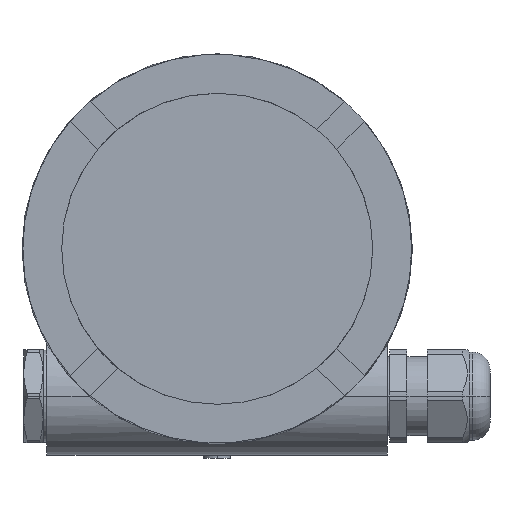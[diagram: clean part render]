
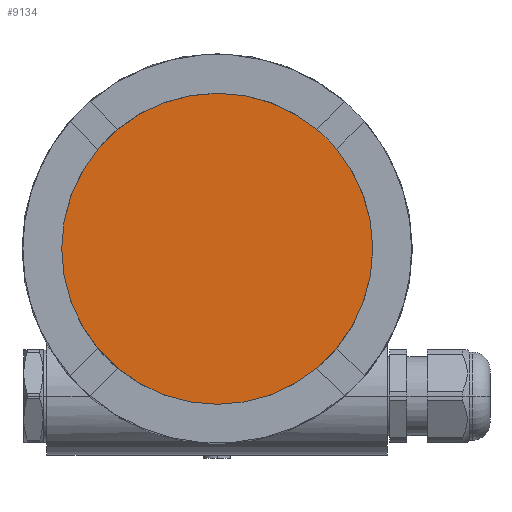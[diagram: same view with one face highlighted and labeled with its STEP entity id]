
A CAD part, top view. The second image highlights one B-rep face of the part: STEP entity #9134.
In plain terms, the highlighted planar face has unit normal (0, 0, 1).
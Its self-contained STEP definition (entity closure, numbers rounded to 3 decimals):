
#2464=CARTESIAN_POINT('',(0.,0.,96.7));
#2465=DIRECTION('',(0.,0.,1.));
#2466=DIRECTION('',(-1.,0.,0.));
#2467=AXIS2_PLACEMENT_3D('',#2464,#2465,#2466);
#2472=CARTESIAN_POINT('',(0.,0.,96.7));
#2473=DIRECTION('',(0.,0.,1.));
#2474=DIRECTION('',(1.,0.,0.));
#2475=AXIS2_PLACEMENT_3D('',#2472,#2473,#2474);
#6148=CARTESIAN_POINT('',(-40.2,0.,96.7));
#6150=VERTEX_POINT('',#6148);
#6170=CARTESIAN_POINT('',(40.2,0.,96.7));
#6171=VERTEX_POINT('',#6170);
#9125=CARTESIAN_POINT('',(-20.1,0.,96.7));
#9126=DIRECTION('',(0.,0.,-1.));
#9127=DIRECTION('',(1.,0.,0.));
#9128=AXIS2_PLACEMENT_3D('',#9125,#9126,#9127);
#9129=PLANE('',#9128);
#9130=ORIENTED_EDGE('',*,*,#8698,.F.);
#9131=ORIENTED_EDGE('',*,*,#8757,.F.);
#9132=EDGE_LOOP('',(#9130,#9131));
#9133=FACE_OUTER_BOUND('',#9132,.F.);
#9134=ADVANCED_FACE('',(#9133),#9129,.F.);
#2468=CIRCLE('',#2467,40.2);
#2476=CIRCLE('',#2475,40.2);
#8698=EDGE_CURVE('',#6150,#6171,#2468,.T.);
#8757=EDGE_CURVE('',#6171,#6150,#2476,.T.);
